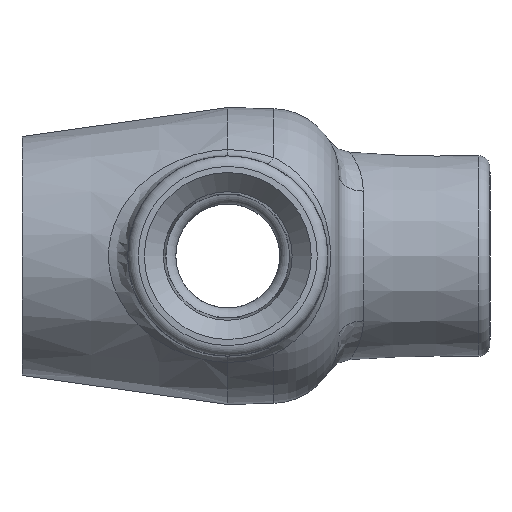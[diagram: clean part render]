
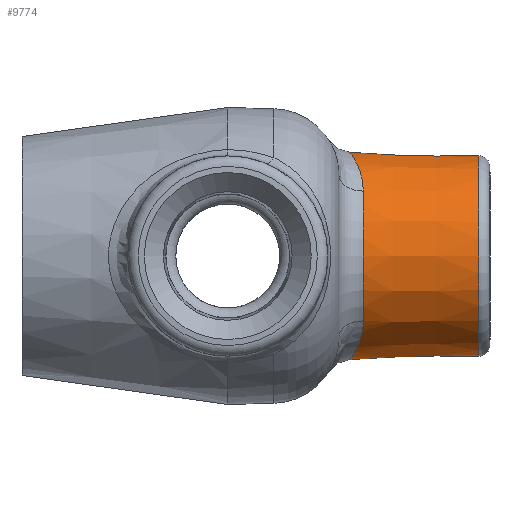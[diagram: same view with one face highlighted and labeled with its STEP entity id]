
A CAD part, left-side view. The second image highlights one B-rep face of the part: STEP entity #9774.
In plain terms, the highlighted conical face has half-angle 1.5 degrees and reference radius 14.287 mm.
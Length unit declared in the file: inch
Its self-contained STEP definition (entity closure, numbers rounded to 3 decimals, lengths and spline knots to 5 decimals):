
#63=CONICAL_SURFACE('',#10288,0.5625,0.026);
#402=B_SPLINE_CURVE_WITH_KNOTS('',3,(#16076,#16077,#16078,#16079,#16080,
#16081,#16082,#16083,#16084),.UNSPECIFIED.,.F.,.F.,(4,1,1,1,1,1,4),(0.,
0.47213,1.4164,1.88854,2.36067,2.8328,
3.30494),.UNSPECIFIED.);
#404=B_SPLINE_CURVE_WITH_KNOTS('',3,(#16148,#16149,#16150,#16151,#16152,
#16153,#16154,#16155,#16156),.UNSPECIFIED.,.F.,.F.,(4,1,1,1,1,1,4),(0.,
0.94427,1.4164,1.88854,2.36067,2.8328,
3.30494),.UNSPECIFIED.);
#1222=FACE_OUTER_BOUND('',#1770,.T.);
#1770=EDGE_LOOP('',(#8184,#8185,#8186,#8187,#8188,#8189,#8190,#8191,#8192));
#2671=LINE('',#16178,#3542);
#3542=VECTOR('',#12071,0.5625);
#3695=CIRCLE('',#10277,0.58101);
#3698=CIRCLE('',#10281,0.58101);
#3699=CIRCLE('',#10282,0.58101);
#3703=CIRCLE('',#10289,0.56401);
#3704=CIRCLE('',#10290,0.56401);
#4525=VERTEX_POINT('',#16061);
#4528=VERTEX_POINT('',#16074);
#4529=VERTEX_POINT('',#16086);
#4531=VERTEX_POINT('',#16136);
#4533=VERTEX_POINT('',#16159);
#4539=VERTEX_POINT('',#16177);
#4540=VERTEX_POINT('',#16179);
#5777=EDGE_CURVE('',#4528,#4525,#402,.T.);
#5780=EDGE_CURVE('',#4525,#4529,#3695,.T.);
#5783=EDGE_CURVE('',#4529,#4531,#404,.T.);
#5785=EDGE_CURVE('',#4531,#4533,#3698,.T.);
#5786=EDGE_CURVE('',#4533,#4528,#3699,.T.);
#5794=EDGE_CURVE('',#4533,#4539,#2671,.T.);
#5795=EDGE_CURVE('',#4540,#4539,#3703,.T.);
#5796=EDGE_CURVE('',#4539,#4540,#3704,.T.);
#8184=ORIENTED_EDGE('',*,*,#5777,.F.);
#8185=ORIENTED_EDGE('',*,*,#5786,.F.);
#8186=ORIENTED_EDGE('',*,*,#5794,.T.);
#8187=ORIENTED_EDGE('',*,*,#5795,.F.);
#8188=ORIENTED_EDGE('',*,*,#5796,.F.);
#8189=ORIENTED_EDGE('',*,*,#5794,.F.);
#8190=ORIENTED_EDGE('',*,*,#5785,.F.);
#8191=ORIENTED_EDGE('',*,*,#5783,.F.);
#8192=ORIENTED_EDGE('',*,*,#5780,.F.);
#9774=ADVANCED_FACE('',(#1222),#63,.T.);
#10277=AXIS2_PLACEMENT_3D('',#16090,#12043,#12044);
#10281=AXIS2_PLACEMENT_3D('',#16160,#12051,#12052);
#10282=AXIS2_PLACEMENT_3D('',#16161,#12053,#12054);
#10288=AXIS2_PLACEMENT_3D('',#16176,#12069,#12070);
#10289=AXIS2_PLACEMENT_3D('',#16180,#12072,#12073);
#10290=AXIS2_PLACEMENT_3D('',#16181,#12074,#12075);
#12043=DIRECTION('center_axis',(0.,1.,0.));
#12044=DIRECTION('ref_axis',(-1.,0.,0.));
#12051=DIRECTION('center_axis',(0.,1.,0.));
#12052=DIRECTION('ref_axis',(1.,0.,0.));
#12053=DIRECTION('center_axis',(0.,1.,0.));
#12054=DIRECTION('ref_axis',(1.,0.,0.));
#12069=DIRECTION('center_axis',(0.,1.,0.));
#12070=DIRECTION('ref_axis',(-1.,0.,0.));
#12071=DIRECTION('',(-0.026,-1.,0.));
#12072=DIRECTION('center_axis',(0.,-1.,0.));
#12073=DIRECTION('ref_axis',(-1.,0.,0.));
#12074=DIRECTION('center_axis',(0.,-1.,0.));
#12075=DIRECTION('ref_axis',(-1.,0.,0.));
#16061=CARTESIAN_POINT('',(-0.45244,-1.91819,-0.36451));
#16074=CARTESIAN_POINT('',(0.45244,-1.91819,-0.36451));
#16076=CARTESIAN_POINT('Ctrl Pts',(0.45244,-1.91819,
-0.36451));
#16077=CARTESIAN_POINT('Ctrl Pts',(0.42115,-1.91819,
-0.40336));
#16078=CARTESIAN_POINT('Ctrl Pts',(0.31313,-1.89771,
-0.50738));
#16079=CARTESIAN_POINT('Ctrl Pts',(0.12663,-1.83995,-0.58449));
#16080=CARTESIAN_POINT('Ctrl Pts',(-0.07589,-1.84027,
-0.58464));
#16081=CARTESIAN_POINT('Ctrl Pts',(-0.22012,-1.86867,
-0.54573));
#16082=CARTESIAN_POINT('Ctrl Pts',(-0.3489,-1.90467,
-0.47287));
#16083=CARTESIAN_POINT('Ctrl Pts',(-0.42115,-1.91819,
-0.40336));
#16084=CARTESIAN_POINT('Ctrl Pts',(-0.45244,-1.91819,
-0.36451));
#16086=CARTESIAN_POINT('',(-0.45244,-1.91819,0.36451));
#16090=CARTESIAN_POINT('Origin',(0.,-1.91819,0.));
#16136=CARTESIAN_POINT('',(0.45244,-1.91819,0.36451));
#16148=CARTESIAN_POINT('Ctrl Pts',(-0.45244,-1.91819,
0.36451));
#16149=CARTESIAN_POINT('Ctrl Pts',(-0.38985,-1.91819,
0.44221));
#16150=CARTESIAN_POINT('Ctrl Pts',(-0.26805,-1.87813,
0.53301));
#16151=CARTESIAN_POINT('Ctrl Pts',(-0.07592,-1.84017,
0.58454));
#16152=CARTESIAN_POINT('Ctrl Pts',(0.07584,-1.84023,
0.58462));
#16153=CARTESIAN_POINT('Ctrl Pts',(0.22014,-1.86871,0.54574));
#16154=CARTESIAN_POINT('Ctrl Pts',(0.34889,-1.90466,
0.47287));
#16155=CARTESIAN_POINT('Ctrl Pts',(0.42115,-1.91819,
0.40336));
#16156=CARTESIAN_POINT('Ctrl Pts',(0.45244,-1.91819,
0.36451));
#16159=CARTESIAN_POINT('',(0.58101,-1.91819,0.));
#16160=CARTESIAN_POINT('Origin',(0.,-1.91819,0.));
#16161=CARTESIAN_POINT('Origin',(0.,-1.91819,0.));
#16176=CARTESIAN_POINT('Origin',(0.,-2.625,0.));
#16177=CARTESIAN_POINT('',(0.56401,-2.56725,0.));
#16178=CARTESIAN_POINT('',(0.5625,-2.625,0.));
#16179=CARTESIAN_POINT('',(0.,-2.56725,-0.56401));
#16180=CARTESIAN_POINT('Origin',(0.,-2.56725,0.));
#16181=CARTESIAN_POINT('Origin',(0.,-2.56725,0.));
